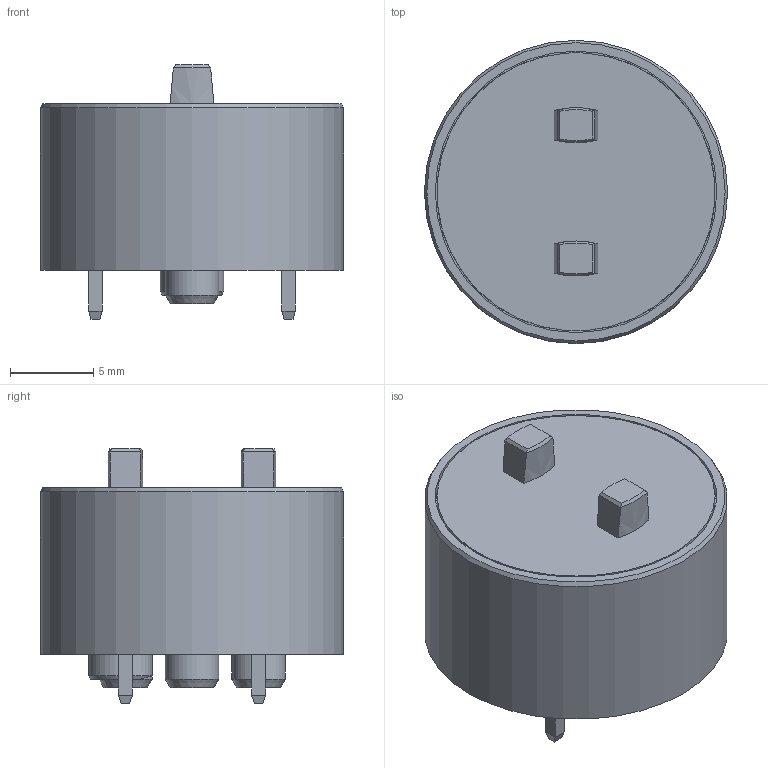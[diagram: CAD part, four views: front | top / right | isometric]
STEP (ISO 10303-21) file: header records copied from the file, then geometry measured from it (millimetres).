
FILE_DESCRIPTION(/* description */ (''),/* implementation_level */ '2;1');
FILE_NAME(/* name */ 'PTSOO_representative contact_ipt.stp',/* time_stamp */ '2016-09-09T08:12:36+02:00',/* author */ ('mharscher'),/* organization */ (''),/* preprocessor_version */ 'ST-DEVELOPER v15.2',/* originating_system */ 'Autodesk Inventor 2014',/* authorisation */ '');
FILE_SCHEMA (('CONFIG_CONTROL_DESIGN'));
Length unit declared in the file: centimetre
Products named in the file (1): PTSLOO_ipt
Bounding box: 18.2 x 18.2 x 15.3 mm (x, y, z)
Volume: 2672.7 mm3; surface area: 1307.5 mm2
Topology: 1 solids, 1 shells, 215 faces, 532 edges, 337 vertices
Faces by surface type: plane 158, cylinder 48, cone 9
Full cylindrical faces by diameter (mm): 1 x2, 3.2 x2, 3.8 x1, 16.9 x1, 18.2 x1
Entity records: 6263 total; most frequent: CARTESIAN_POINT 1126, DIRECTION 1064, ORIENTED_EDGE 1046, EDGE_CURVE 515, LINE 376, VECTOR 376, AXIS2_PLACEMENT_3D 344, VERTEX_POINT 332
